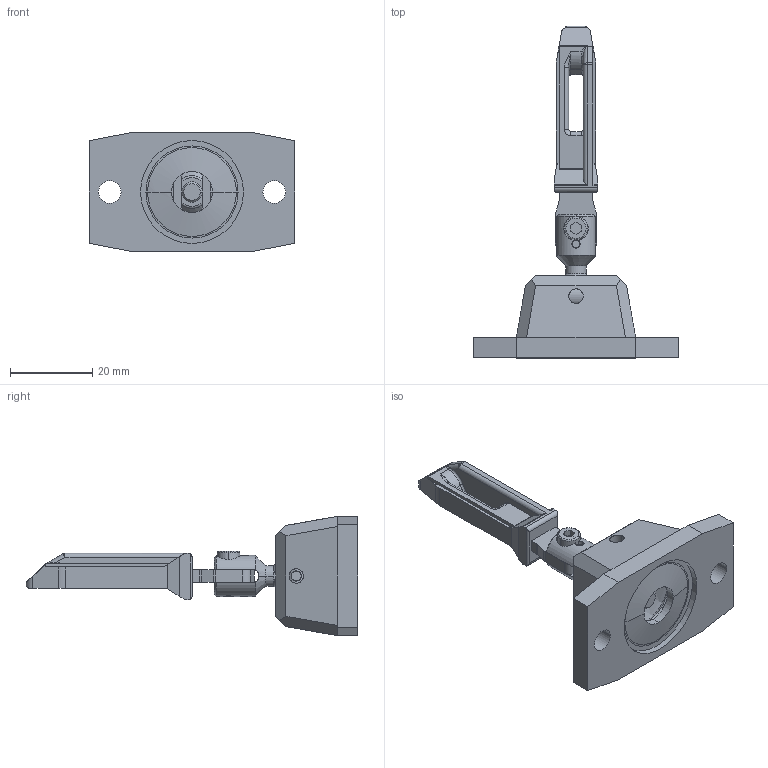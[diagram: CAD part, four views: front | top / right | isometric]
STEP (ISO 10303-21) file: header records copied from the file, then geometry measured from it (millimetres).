
FILE_DESCRIPTION((''),'2;1');
FILE_NAME('3911702229_MASS_SW0001','2011-05-23T',('T.Romberg'),(''),'PRO/ENGINEER BY PARAMETRIC TECHNOLOGY CORPORATION, 2005070','PRO/ENGINEER BY PARAMETRIC TECHNOLOGY CORPORATION, 2005070','');
FILE_SCHEMA(('AUTOMOTIVE_DESIGN_CC2 { 1 2 10303 214 -1 1 5 2 }'));
Length unit declared in the file: millimetre
Products named in the file (1): 3911702229_MASS_SW0001
Bounding box: 50 x 80.7 x 29 mm (x, y, z)
Surface area: 11665.3 mm2 (no closed solid volume)
Topology: 0 solids, 13 shells, 309 faces, 867 edges, 572 vertices
Faces by surface type: plane 135, cylinder 107, bspline 22, cone 18, torus 18, sphere 9
Entity records: 19426 total; most frequent: CARTESIAN_POINT 5821, ORIENTED_EDGE 1646, DIRECTION 1580, PRESENTATION_STYLE_ASSIGNMENT 1165, STYLED_ITEM 877, CURVE_STYLE 867, EDGE_CURVE 867, VERTEX_POINT 572
